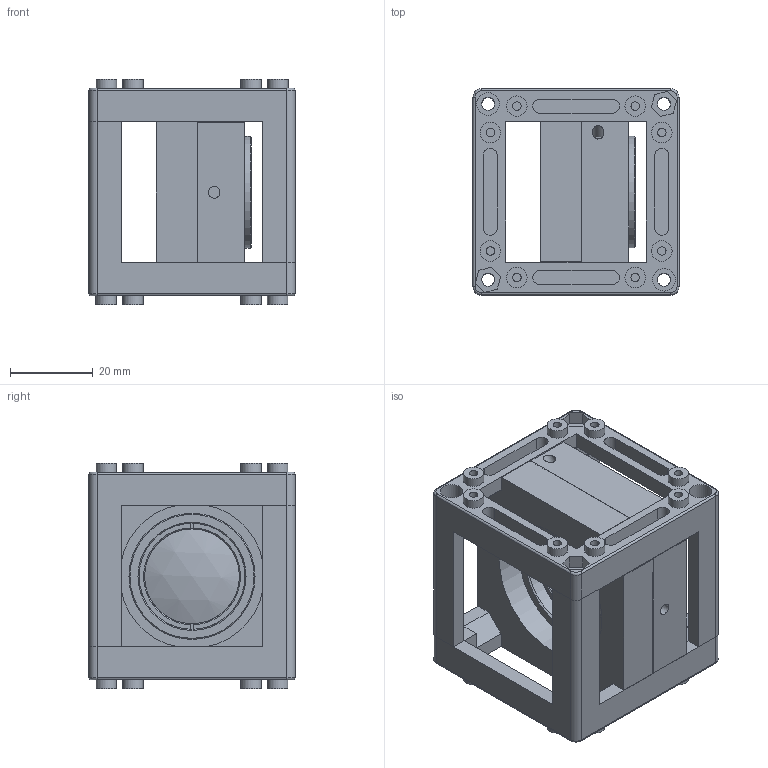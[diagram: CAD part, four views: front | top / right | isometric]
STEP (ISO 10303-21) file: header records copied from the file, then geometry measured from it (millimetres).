
FILE_DESCRIPTION(/* description */ (''),/* implementation_level */ '2;1');
FILE_NAME(/* name */ 'Assembly_Cube_Thorlabs_Cage_v3.iam.step',/* time_stamp */ '2022-11-29T09:12:17+01:00',/* author */ ('marsikovabarbora'),/* organization */ (''),/* preprocessor_version */ 'ST-DEVELOPER v18.1',/* originating_system */ 'Autodesk Inventor 2022',/* authorisation */ '');
FILE_SCHEMA (('AUTOMOTIVE_DESIGN { 1 0 10303 214 3 1 1 }'));
Products named in the file (7): Assembly_Cube_Lens_holder_v3; Assembly_Cube_empty_IM_v3; 10_Cube_1x1_IM; 00_Thorlabs_Cage_CP33_M; 20_Cube_Insert_Thorlabs_Pins; 20_Cube_Insert_Filter_25mm; 00_THORLABS_AC254-050-A-ML-Step
Assembly tree (7 placements, depth 3):
  Assembly_Cube_Lens_holder_v3
    Assembly_Cube_empty_IM_v3
      10_Cube_1x1_IM  x2
    00_Thorlabs_Cage_CP33_M
    20_Cube_Insert_Thorlabs_Pins
    20_Cube_Insert_Filter_25mm
    00_THORLABS_AC254-050-A-ML-Step
Bounding box: 49.82 x 50.1 x 54.5 mm (x, y, z)
Volume: 68892.6 mm3; surface area: 45450.1 mm2
Topology: 15 solids, 15 shells, 898 faces, 2223 edges, 1438 vertices
Faces by surface type: plane 502, cylinder 170, bspline 122, cone 92, torus 8, sphere 4
Full cylindrical faces by diameter (mm): 1.587 x1, 2.05 x16, 2.8 x3, 3.1 x8, 3.3 x5, 4 x9, 4.95 x16, 5.5 x4, 6 x4, 6.02 x4, 22.911 x3, 24.003 x1, 25.4 x2, 25.603 x2, 26.289 x4, 27 x1, 30.48 x1, 35 x1
Entity records: 26613 total; most frequent: CARTESIAN_POINT 8756, ORIENTED_EDGE 3686, DIRECTION 3181, EDGE_CURVE 1843, VERTEX_POINT 1194, LINE 1177, VECTOR 1177, AXIS2_PLACEMENT_3D 1002
